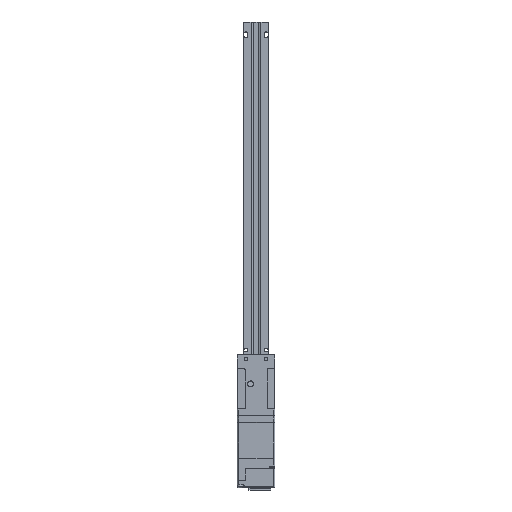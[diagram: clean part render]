
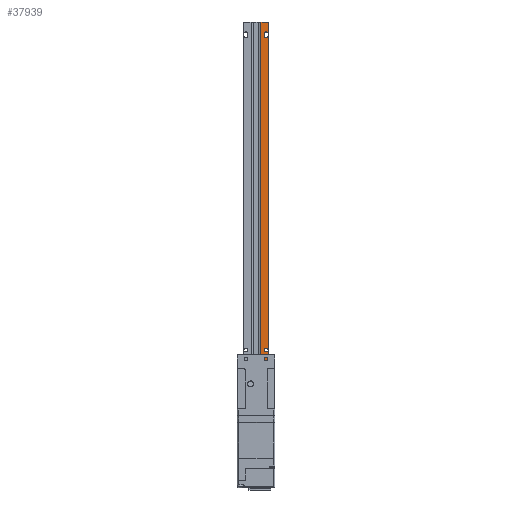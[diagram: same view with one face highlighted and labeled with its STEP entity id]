
A CAD part, front view. The second image highlights one B-rep face of the part: STEP entity #37939.
In plain terms, the highlighted planar face has unit normal (0, -1, 0).
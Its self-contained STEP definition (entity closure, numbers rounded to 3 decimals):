
#159 = AXIS2_PLACEMENT_3D ( 'NONE', #32972, #49320, #20891 ) ;
#643 = VERTEX_POINT ( 'NONE', #50515 ) ;
#698 = VERTEX_POINT ( 'NONE', #2597 ) ;
#1554 = EDGE_LOOP ( 'NONE', ( #21908, #23786, #10460, #15797 ) ) ;
#1865 = LINE ( 'NONE', #34180, #31096 ) ;
#2521 = DIRECTION ( 'NONE',  ( 0., 0., 1. ) ) ;
#2597 = CARTESIAN_POINT ( 'NONE',  ( 9.017, -9.189, 249.847 ) ) ;
#4925 = AXIS2_PLACEMENT_3D ( 'NONE', #46750, #43275, #10350 ) ;
#5539 = EDGE_LOOP ( 'NONE', ( #45234, #27279 ) ) ;
#6218 = CARTESIAN_POINT ( 'NONE',  ( 3.68, -9.189, 258.572 ) ) ;
#7057 = DIRECTION ( 'NONE',  ( 0., -1., 0. ) ) ;
#7509 = CARTESIAN_POINT ( 'NONE',  ( 9.017, -9.189, 248.247 ) ) ;
#8004 = CARTESIAN_POINT ( 'NONE',  ( 3.68, -9.189, 6.35 ) ) ;
#8571 = EDGE_CURVE ( 'NONE', #48772, #52016, #31127, .T. ) ;
#10350 = DIRECTION ( 'NONE',  ( 0., 0., 1. ) ) ;
#10460 = ORIENTED_EDGE ( 'NONE', *, *, #21478, .T. ) ;
#10806 = EDGE_CURVE ( 'NONE', #23453, #39153, #14575, .T. ) ;
#12124 = DIRECTION ( 'NONE',  ( 0., 0., -1. ) ) ;
#13009 = DIRECTION ( 'NONE',  ( 0., 1., 0. ) ) ;
#13519 = CIRCLE ( 'NONE', #22865, 1.397 ) ;
#14182 = PLANE ( 'NONE',  #44284 ) ;
#14204 = VECTOR ( 'NONE', #29199, 1000. ) ;
#14575 = CIRCLE ( 'NONE', #43667, 1.397 ) ;
#15391 = DIRECTION ( 'NONE',  ( 0., 0., 1. ) ) ;
#15797 = ORIENTED_EDGE ( 'NONE', *, *, #47376, .T. ) ;
#15914 = VECTOR ( 'NONE', #33437, 1000. ) ;
#15968 = CARTESIAN_POINT ( 'NONE',  ( 9.017, -9.189, 15.875 ) ) ;
#17080 = LINE ( 'NONE', #17850, #15914 ) ;
#17850 = CARTESIAN_POINT ( 'NONE',  ( 9.525, -9.189, 6.35 ) ) ;
#20387 = LINE ( 'NONE', #52822, #41645 ) ;
#20891 = DIRECTION ( 'NONE',  ( -1., 0., 0. ) ) ;
#21108 = VERTEX_POINT ( 'NONE', #27699 ) ;
#21337 = CARTESIAN_POINT ( 'NONE',  ( 9.017, -9.189, 156.972 ) ) ;
#21478 = EDGE_CURVE ( 'NONE', #27006, #48324, #20387, .T. ) ;
#21634 = CARTESIAN_POINT ( 'NONE',  ( 9.525, -9.189, 6.35 ) ) ;
#21908 = ORIENTED_EDGE ( 'NONE', *, *, #31141, .F. ) ;
#22398 = CARTESIAN_POINT ( 'NONE',  ( 9.525, -9.189, 6.35 ) ) ;
#22669 = FACE_BOUND ( 'NONE', #36616, .T. ) ;
#22865 = AXIS2_PLACEMENT_3D ( 'NONE', #43434, #7057, #2521 ) ;
#23453 = VERTEX_POINT ( 'NONE', #52951 ) ;
#23786 = ORIENTED_EDGE ( 'NONE', *, *, #43499, .T. ) ;
#25361 = LINE ( 'NONE', #21337, #39611 ) ;
#25902 = ORIENTED_EDGE ( 'NONE', *, *, #36373, .F. ) ;
#25917 = FACE_OUTER_BOUND ( 'NONE', #1554, .T. ) ;
#27006 = VERTEX_POINT ( 'NONE', #6218 ) ;
#27279 = ORIENTED_EDGE ( 'NONE', *, *, #42132, .T. ) ;
#27676 = CARTESIAN_POINT ( 'NONE',  ( 7.62, -9.189, 248.247 ) ) ;
#27699 = CARTESIAN_POINT ( 'NONE',  ( 9.525, -9.189, 258.572 ) ) ;
#27925 = CIRCLE ( 'NONE', #4925, 1.397 ) ;
#27986 = ORIENTED_EDGE ( 'NONE', *, *, #35635, .F. ) ;
#28257 = ORIENTED_EDGE ( 'NONE', *, *, #43183, .F. ) ;
#28917 = LINE ( 'NONE', #36708, #14204 ) ;
#29151 = ORIENTED_EDGE ( 'NONE', *, *, #10806, .F. ) ;
#29199 = DIRECTION ( 'NONE',  ( 0., 0., -1. ) ) ;
#29315 = DIRECTION ( 'NONE',  ( -1., 0., 0. ) ) ;
#29717 = VERTEX_POINT ( 'NONE', #30559 ) ;
#30559 = CARTESIAN_POINT ( 'NONE',  ( 6.223, -9.189, 249.847 ) ) ;
#31086 = VECTOR ( 'NONE', #33573, 1000. ) ;
#31096 = VECTOR ( 'NONE', #46478, 1000. ) ;
#31127 = CIRCLE ( 'NONE', #37100, 1.397 ) ;
#31141 = EDGE_CURVE ( 'NONE', #21108, #45757, #1865, .T. ) ;
#32972 = CARTESIAN_POINT ( 'NONE',  ( 7.62, -9.189, 15.875 ) ) ;
#33306 = CARTESIAN_POINT ( 'NONE',  ( -0.002, -9.189, 258.572 ) ) ;
#33437 = DIRECTION ( 'NONE',  ( 1., 0., 0. ) ) ;
#33573 = DIRECTION ( 'NONE',  ( -1., 0., 0. ) ) ;
#34180 = CARTESIAN_POINT ( 'NONE',  ( 9.525, -9.189, 6.35 ) ) ;
#35485 = DIRECTION ( 'NONE',  ( 0., -1., 0. ) ) ;
#35635 = EDGE_CURVE ( 'NONE', #29717, #643, #28917, .T. ) ;
#36373 = EDGE_CURVE ( 'NONE', #698, #29717, #27925, .T. ) ;
#36616 = EDGE_LOOP ( 'NONE', ( #41488, #27986, #25902, #28257, #29151 ) ) ;
#36708 = CARTESIAN_POINT ( 'NONE',  ( 6.223, -9.189, 156.972 ) ) ;
#37100 = AXIS2_PLACEMENT_3D ( 'NONE', #46196, #13009, #29315 ) ;
#37729 = DIRECTION ( 'NONE',  ( 0., 0., 1. ) ) ;
#37939 = ADVANCED_FACE ( 'NONE', ( #22669, #51647, #25917 ), #14182, .T. ) ;
#38524 = EDGE_CURVE ( 'NONE', #643, #23453, #13519, .T. ) ;
#39153 = VERTEX_POINT ( 'NONE', #7509 ) ;
#39421 = CARTESIAN_POINT ( 'NONE',  ( 6.223, -9.189, 15.875 ) ) ;
#39611 = VECTOR ( 'NONE', #37729, 1000. ) ;
#41488 = ORIENTED_EDGE ( 'NONE', *, *, #38524, .F. ) ;
#41645 = VECTOR ( 'NONE', #12124, 1000. ) ;
#42132 = EDGE_CURVE ( 'NONE', #52016, #48772, #43715, .T. ) ;
#42808 = DIRECTION ( 'NONE',  ( 0., -1., 0. ) ) ;
#43183 = EDGE_CURVE ( 'NONE', #39153, #698, #25361, .T. ) ;
#43275 = DIRECTION ( 'NONE',  ( 0., -1., 0. ) ) ;
#43434 = CARTESIAN_POINT ( 'NONE',  ( 7.62, -9.189, 248.247 ) ) ;
#43499 = EDGE_CURVE ( 'NONE', #21108, #27006, #45103, .T. ) ;
#43667 = AXIS2_PLACEMENT_3D ( 'NONE', #27676, #35485, #15391 ) ;
#43715 = CIRCLE ( 'NONE', #159, 1.397 ) ;
#44284 = AXIS2_PLACEMENT_3D ( 'NONE', #22398, #42808, #46560 ) ;
#45103 = LINE ( 'NONE', #33306, #31086 ) ;
#45234 = ORIENTED_EDGE ( 'NONE', *, *, #8571, .T. ) ;
#45757 = VERTEX_POINT ( 'NONE', #21634 ) ;
#46196 = CARTESIAN_POINT ( 'NONE',  ( 7.62, -9.189, 15.875 ) ) ;
#46478 = DIRECTION ( 'NONE',  ( 0., 0., -1. ) ) ;
#46560 = DIRECTION ( 'NONE',  ( 0., 0., 1. ) ) ;
#46750 = CARTESIAN_POINT ( 'NONE',  ( 7.62, -9.189, 249.847 ) ) ;
#47376 = EDGE_CURVE ( 'NONE', #48324, #45757, #17080, .T. ) ;
#48324 = VERTEX_POINT ( 'NONE', #8004 ) ;
#48772 = VERTEX_POINT ( 'NONE', #39421 ) ;
#49320 = DIRECTION ( 'NONE',  ( 0., 1., 0. ) ) ;
#50515 = CARTESIAN_POINT ( 'NONE',  ( 6.223, -9.189, 248.247 ) ) ;
#51647 = FACE_BOUND ( 'NONE', #5539, .T. ) ;
#52016 = VERTEX_POINT ( 'NONE', #15968 ) ;
#52822 = CARTESIAN_POINT ( 'NONE',  ( 3.68, -9.189, 6.35 ) ) ;
#52951 = CARTESIAN_POINT ( 'NONE',  ( 7.62, -9.189, 246.85 ) ) ;
